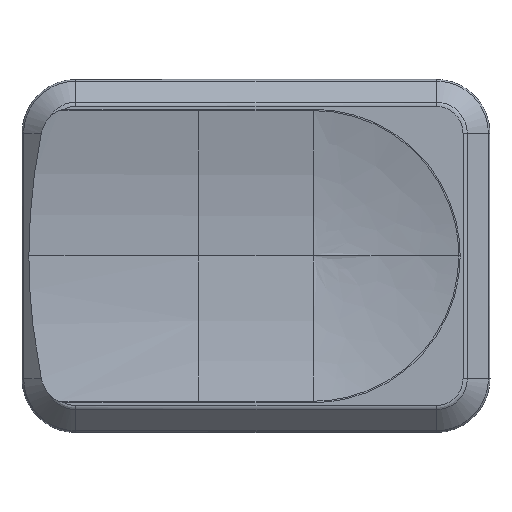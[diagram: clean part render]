
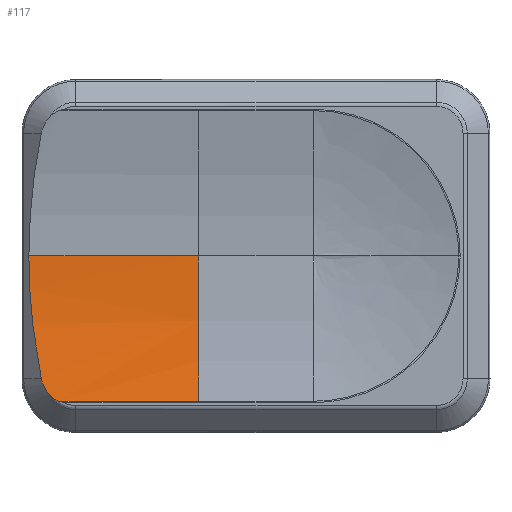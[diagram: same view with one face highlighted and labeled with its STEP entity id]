
A CAD part, top view. The second image highlights one B-rep face of the part: STEP entity #117.
In plain terms, the highlighted free-form (B-spline) face has degree [1, 2] with [2, 3] control points.
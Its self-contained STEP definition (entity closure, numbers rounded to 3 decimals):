
#117=ADVANCED_FACE('',(#211),#1358,.T.);
#211=FACE_OUTER_BOUND('',#308,.T.);
#308=EDGE_LOOP('',(#720,#721,#722,#723,#724,#725));
#720=ORIENTED_EDGE('',*,*,#946,.F.);
#721=ORIENTED_EDGE('',*,*,#865,.F.);
#722=ORIENTED_EDGE('',*,*,#943,.F.);
#723=ORIENTED_EDGE('',*,*,#896,.F.);
#724=ORIENTED_EDGE('',*,*,#945,.T.);
#725=ORIENTED_EDGE('',*,*,#944,.F.);
#865=EDGE_CURVE('',#1292,#1288,#1132,.T.);
#896=EDGE_CURVE('',#1268,#1269,#1019,.T.);
#943=EDGE_CURVE('',#1269,#1292,#1045,.T.);
#944=EDGE_CURVE('',#1286,#1284,#1162,.T.);
#945=EDGE_CURVE('',#1268,#1284,#1046,.T.);
#946=EDGE_CURVE('',#1288,#1286,#1163,.T.);
#1019=(
BOUNDED_CURVE()
B_SPLINE_CURVE(2,(#2490,#2491,#2492),.UNSPECIFIED.,.F.,.F.)
B_SPLINE_CURVE_WITH_KNOTS((3,3),(-7.517,-0.092),
 .UNSPECIFIED.)
CURVE()
GEOMETRIC_REPRESENTATION_ITEM()
RATIONAL_B_SPLINE_CURVE((1.,1.,1.))
REPRESENTATION_ITEM('')
);
#1045=(
BOUNDED_CURVE()
B_SPLINE_CURVE(1,(#2684,#2685),.UNSPECIFIED.,.F.,.F.)
B_SPLINE_CURVE_WITH_KNOTS((2,2),(0.,6.522),.UNSPECIFIED.)
CURVE()
GEOMETRIC_REPRESENTATION_ITEM()
RATIONAL_B_SPLINE_CURVE((1.,1.))
REPRESENTATION_ITEM('')
);
#1046=(
BOUNDED_CURVE()
B_SPLINE_CURVE(1,(#2692,#2693),.UNSPECIFIED.,.F.,.F.)
B_SPLINE_CURVE_WITH_KNOTS((2,2),(0.,7.929),.UNSPECIFIED.)
CURVE()
GEOMETRIC_REPRESENTATION_ITEM()
RATIONAL_B_SPLINE_CURVE((1.,1.))
REPRESENTATION_ITEM('')
);
#1132=B_SPLINE_CURVE_WITH_KNOTS('',3,(#2401,#2402,#2403,#2404,#2405,#2406,
#2407),.UNSPECIFIED.,.F.,.F.,(4,3,4),(0.,0.205,0.562),
 .UNSPECIFIED.);
#1162=B_SPLINE_CURVE_WITH_KNOTS('',3,(#2686,#2687,#2688,#2689,#2690,#2691),
 .UNSPECIFIED.,.F.,.F.,(4,2,4),(0.,2.905,5.812),
 .UNSPECIFIED.);
#1163=B_SPLINE_CURVE_WITH_KNOTS('',3,(#2694,#2695,#2696,#2697),
 .UNSPECIFIED.,.F.,.F.,(4,4),(0.,0.873),.UNSPECIFIED.);
#1268=VERTEX_POINT('',#2005);
#1269=VERTEX_POINT('',#2006);
#1284=VERTEX_POINT('',#2021);
#1286=VERTEX_POINT('',#2023);
#1288=VERTEX_POINT('',#2025);
#1292=VERTEX_POINT('',#2029);
#1358=(
BOUNDED_SURFACE()
B_SPLINE_SURFACE(1,2,((#1891,#1892,#1893),(#1894,#1895,#1896)),
 .UNSPECIFIED.,.F.,.F.,.F.)
B_SPLINE_SURFACE_WITH_KNOTS((2,2),(3,3),(0.,11.142),(-7.517,
-0.092),.UNSPECIFIED.)
GEOMETRIC_REPRESENTATION_ITEM()
RATIONAL_B_SPLINE_SURFACE(((1.,1.,1.),(1.,1.,1.)))
REPRESENTATION_ITEM('')
SURFACE()
);
#1891=CARTESIAN_POINT('',(-12.616,-50.314,8.479));
#1892=CARTESIAN_POINT('',(-12.616,-53.71,8.479));
#1893=CARTESIAN_POINT('',(-12.616,-57.105,9.297));
#1894=CARTESIAN_POINT('',(-23.758,-50.314,8.479));
#1895=CARTESIAN_POINT('',(-23.758,-53.71,8.479));
#1896=CARTESIAN_POINT('',(-23.758,-57.105,9.297));
#2005=CARTESIAN_POINT('',(-12.616,-50.314,8.479));
#2006=CARTESIAN_POINT('',(-12.616,-57.105,9.297));
#2021=CARTESIAN_POINT('',(-20.545,-50.314,8.479));
#2023=CARTESIAN_POINT('',(-19.964,-56.043,9.061));
#2025=CARTESIAN_POINT('',(-19.592,-56.795,9.224));
#2029=CARTESIAN_POINT('',(-19.138,-57.105,9.297));
#2401=CARTESIAN_POINT('',(-19.138,-57.105,9.297));
#2402=CARTESIAN_POINT('',(-19.202,-57.084,9.292));
#2403=CARTESIAN_POINT('',(-19.265,-57.055,9.285));
#2404=CARTESIAN_POINT('',(-19.323,-57.02,9.276));
#2405=CARTESIAN_POINT('',(-19.424,-56.96,9.262));
#2406=CARTESIAN_POINT('',(-19.515,-56.883,9.244));
#2407=CARTESIAN_POINT('',(-19.592,-56.795,9.224));
#2490=CARTESIAN_POINT('',(-12.616,-50.314,8.479));
#2491=CARTESIAN_POINT('',(-12.616,-53.71,8.479));
#2492=CARTESIAN_POINT('',(-12.616,-57.105,9.297));
#2684=CARTESIAN_POINT('',(-12.616,-57.105,9.297));
#2685=CARTESIAN_POINT('',(-19.138,-57.105,9.297));
#2686=CARTESIAN_POINT('',(-19.964,-56.043,9.061));
#2687=CARTESIAN_POINT('',(-20.153,-55.112,8.872));
#2688=CARTESIAN_POINT('',(-20.299,-54.167,8.726));
#2689=CARTESIAN_POINT('',(-20.495,-52.248,8.529));
#2690=CARTESIAN_POINT('',(-20.545,-51.284,8.479));
#2691=CARTESIAN_POINT('',(-20.545,-50.314,8.479));
#2692=CARTESIAN_POINT('',(-12.616,-50.314,8.479));
#2693=CARTESIAN_POINT('',(-20.545,-50.314,8.479));
#2694=CARTESIAN_POINT('',(-19.592,-56.795,9.224));
#2695=CARTESIAN_POINT('',(-19.779,-56.581,9.175));
#2696=CARTESIAN_POINT('',(-19.907,-56.321,9.118));
#2697=CARTESIAN_POINT('',(-19.964,-56.043,9.061));
